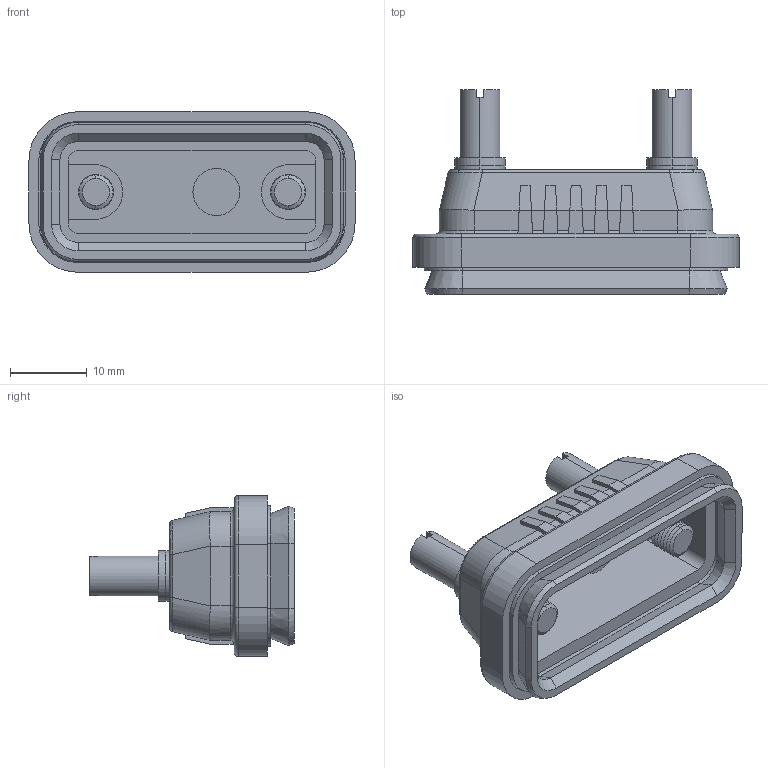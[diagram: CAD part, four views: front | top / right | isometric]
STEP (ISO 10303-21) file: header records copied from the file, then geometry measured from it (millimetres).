
FILE_DESCRIPTION (( 'STEP AP214' ), '1' );
FILE_NAME ('WPSD1.STEP', '2008-05-28T14:01:44', ( ' ' ), ( ' ' ), 'SwSTEP 2.0', 'SolidWorks 2008', '' );
FILE_SCHEMA (( 'AUTOMOTIVE_DESIGN' ));
Length unit declared in the file: inch
Products named in the file (5): WPSD1; 3AA13-002; 3AA07-060; 3AB10-027; 3AA03-018
Assembly tree (6 placements, depth 2):
  WPSD1
    3AA13-002
    3AA03-018  x2
    3AA07-060  x2
    3AB10-027
Bounding box: 42.42 x 26.62 x 20.88 mm (x, y, z)
Volume: 6154.3 mm3; surface area: 7454.4 mm2
Topology: 6 solids, 6 shells, 388 faces, 923 edges, 566 vertices
Faces by surface type: plane 184, cylinder 112, cone 76, bspline 8, torus 8
Entity records: 10352 total; most frequent: CARTESIAN_POINT 1890, DIRECTION 1587, ORIENTED_EDGE 1578, EDGE_CURVE 789, VECTOR 541, LINE 541, AXIS2_PLACEMENT_3D 523, VERTEX_POINT 490
